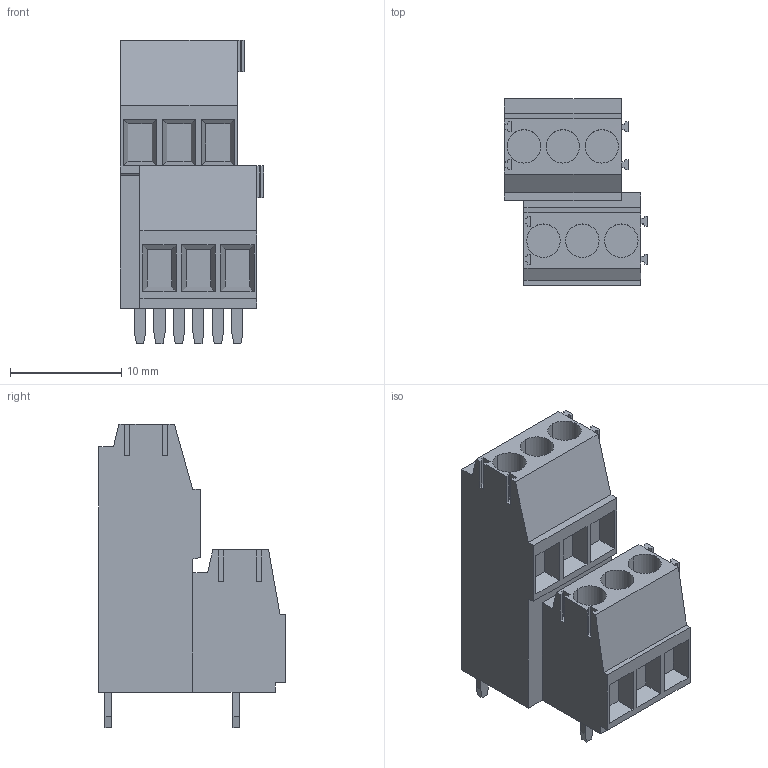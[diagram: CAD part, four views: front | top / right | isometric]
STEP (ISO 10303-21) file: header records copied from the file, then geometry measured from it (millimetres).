
FILE_DESCRIPTION(('CATIA V5 STEP Exchange','CAx-IF Rec.Pracs.--- Model Styling and Organization---1.2---2011-12-15'),'2;1');
FILE_NAME ('D1454718_0_1703710000_1703710000.stp','2018-09-07T15:24:33+00:00',('none'),('Weidmueller'),'CATIA Version 5-6 Release 2014','CATIA V5 STEP AP214','none');
FILE_SCHEMA(('AUTOMOTIVE_DESIGN { 1 0 10303 214 1 1 1 1 }'));
Length unit declared in the file: millimetre
Products named in the file (1): 1703710000
Bounding box: 12.85 x 16.75 x 27.3 mm (x, y, z)
Volume: 2907 mm3; surface area: 1879.6 mm2
Topology: 7 solids, 7 shells, 187 faces, 474 edges, 313 vertices
Faces by surface type: plane 175, cylinder 12
Entity records: 5195 total; most frequent: ORIENTED_EDGE 948, CARTESIAN_POINT 939, DIRECTION 704, EDGE_CURVE 474, VECTOR 426, LINE 426, VERTEX_POINT 313, EDGE_LOOP 199
